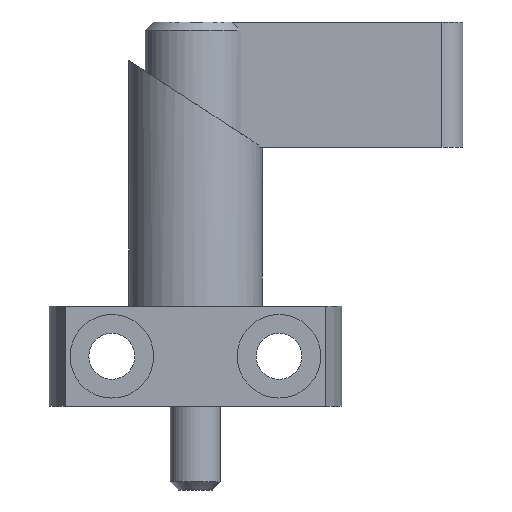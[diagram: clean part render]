
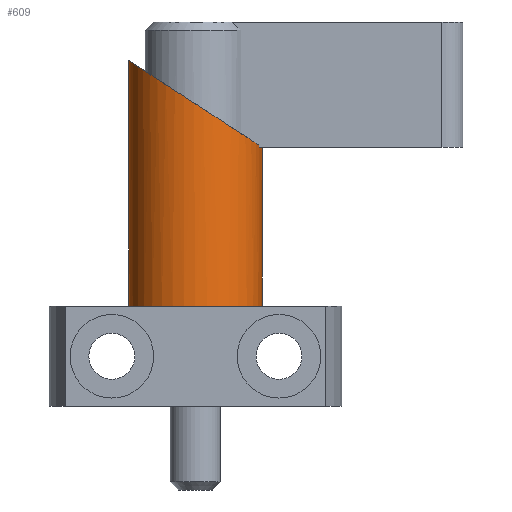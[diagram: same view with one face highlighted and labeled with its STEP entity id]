
A CAD part, front view. The second image highlights one B-rep face of the part: STEP entity #609.
In plain terms, the highlighted cylindrical face has radius 8 mm (diameter 16 mm), a partial arc.
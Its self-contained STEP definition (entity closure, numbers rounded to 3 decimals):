
#379=EDGE_CURVE('',#575,#503,#886,.T.);
#405=EDGE_CURVE('',#665,#451,#914,.T.);
#451=VERTEX_POINT('',#965);
#459=EDGE_CURVE('',#691,#665,#973,.T.);
#503=VERTEX_POINT('',#1018);
#505=EDGE_CURVE('',#451,#575,#1020,.T.);
#575=VERTEX_POINT('',#1101);
#609=ADVANCED_FACE('',(#1140),#1141,.T.);
#665=VERTEX_POINT('',#1203);
#691=VERTEX_POINT('',#1234);
#723=EDGE_CURVE('',#503,#691,#1271,.T.);
#886=CIRCLE('',#1466,8.0);
#914=ELLIPSE('',#1505,9.539,8.0);
#965=CARTESIAN_POINT('',(-8.0,0.,41.391));
#973=LINE('',#1590,#1591);
#1018=CARTESIAN_POINT('',(0.,-8.0,12.0));
#1020=LINE('',#1655,#1656);
#1101=CARTESIAN_POINT('',(-8.0,0.,12.0));
#1140=FACE_OUTER_BOUND('',#1813,.T.);
#1141=CYLINDRICAL_SURFACE('',#1814,8.0);
#1203=CARTESIAN_POINT('',(8.0,0.0,31.0));
#1234=CARTESIAN_POINT('',(8.0,0.,12.0));
#1271=CIRCLE('',#1985,8.0);
#1466=AXIS2_PLACEMENT_3D('',#2178,#2179,#2180);
#1505=AXIS2_PLACEMENT_3D('',#2209,#2210,#2211);
#1590=CARTESIAN_POINT('',(8.0,0.,22.0));
#1591=VECTOR('',#2268,1.0);
#1655=CARTESIAN_POINT('',(-8.0,0.,22.0));
#1656=VECTOR('',#2300,1.0);
#1813=EDGE_LOOP('',(#2465,#2466,#2467,#2468,#2469));
#1814=AXIS2_PLACEMENT_3D('',#2470,#2471,#2472);
#1985=AXIS2_PLACEMENT_3D('',#2643,#2644,#2645);
#2178=CARTESIAN_POINT('',(0.0,0.0,12.0));
#2179=DIRECTION('',(0.0,0.0,1.0));
#2180=DIRECTION('',(1.0,0.0,0.0));
#2209=CARTESIAN_POINT('',(0.0,0.0,36.195));
#2210=DIRECTION('',(-0.545,-0.0,-0.839));
#2211=DIRECTION('',(0.839,0.0,-0.545));
#2268=DIRECTION('',(0.0,0.0,1.0));
#2300=DIRECTION('',(-0.0,-0.0,-1.0));
#2465=ORIENTED_EDGE('',*,*,#459,.T.);
#2466=ORIENTED_EDGE('',*,*,#405,.T.);
#2467=ORIENTED_EDGE('',*,*,#505,.T.);
#2468=ORIENTED_EDGE('',*,*,#379,.T.);
#2469=ORIENTED_EDGE('',*,*,#723,.T.);
#2470=CARTESIAN_POINT('',(0.0,0.0,22.0));
#2471=DIRECTION('',(-0.0,-0.0,-1.0));
#2472=DIRECTION('',(1.0,0.0,0.0));
#2643=CARTESIAN_POINT('',(0.0,0.0,12.0));
#2644=DIRECTION('',(0.0,0.0,1.0));
#2645=DIRECTION('',(1.0,0.0,0.0));
